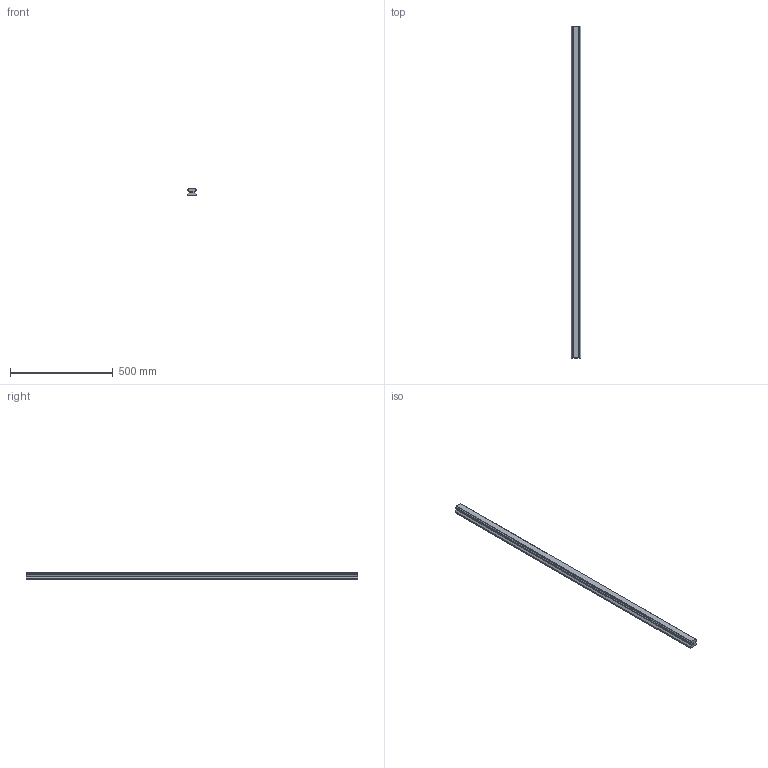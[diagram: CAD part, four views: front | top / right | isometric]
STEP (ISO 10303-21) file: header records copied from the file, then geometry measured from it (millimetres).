
FILE_DESCRIPTION(('STEP AP214'),'1');
FILE_NAME('cctmp_235CB2AB-2A8A-4223-A897-2D9E988B9191_2021_02_01_10_13_30_0686..stp','2021-02-01T09:13:30',('HIWIN GmbH'),('CADClick - www.CADClick.com'),'Spatial InterOp 3D',' ','unknown authorization');
FILE_SCHEMA(('AUTOMOTIVE_DESIGN'));
Length unit declared in the file: millimetre
Products named in the file (1): HGR45T1615C_FILE
Bounding box: 45 x 1615 x 38 mm (x, y, z)
Volume: 2260341.6 mm3; surface area: 294338.1 mm2
Topology: 1 solids, 1 shells, 161 faces, 433 edges, 262 vertices
Faces by surface type: plane 93, cylinder 36, cone 32
Entity records: 6051 total; most frequent: CARTESIAN_POINT 825, ORIENTED_EDGE 802, DIRECTION 797, EDGE_CURVE 401, LINE 329, VECTOR 329, VERTEX_POINT 262, AXIS2_PLACEMENT_3D 234
